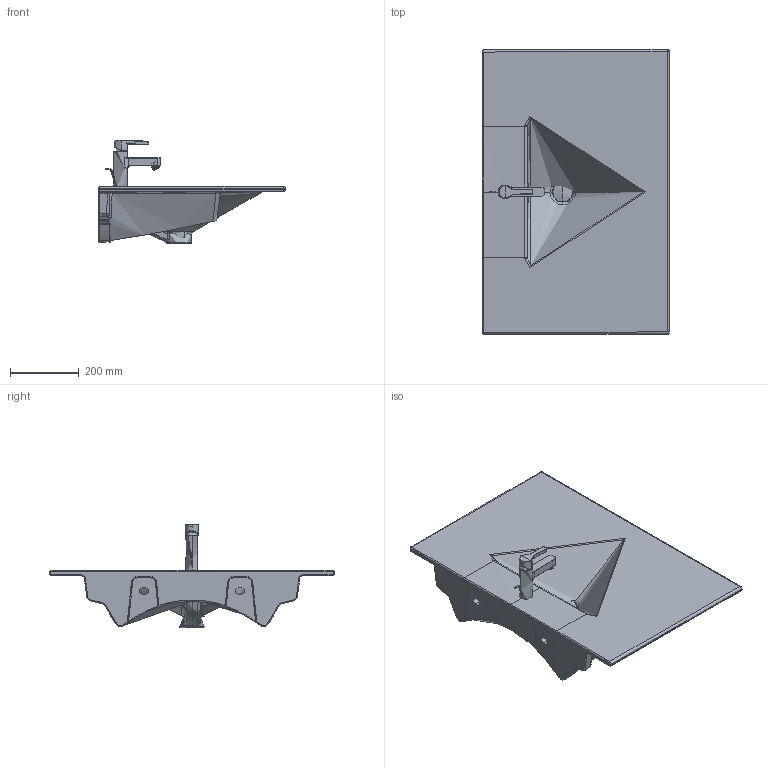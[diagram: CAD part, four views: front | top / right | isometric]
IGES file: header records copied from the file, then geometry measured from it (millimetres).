
Global section: file name: No Iges File Name specified; native system: Autodesk Inventor 2011; preprocessor: AutoDesk Inventor Iges Exporter R2011; author: Administrator; date: 20110518.180610; units: millimetre
Bounding box: 545.43 x 830.28 x 300.67 mm (x, y, z)
Volume: 15852980 mm3
Topology: 3 solids, 3 shells, 769 faces, 3894 edges, 3553 vertices
Faces by surface type: plane 362, revolution 173, bspline 158, cylinder 39, torus 16, cone 15, sphere 6
